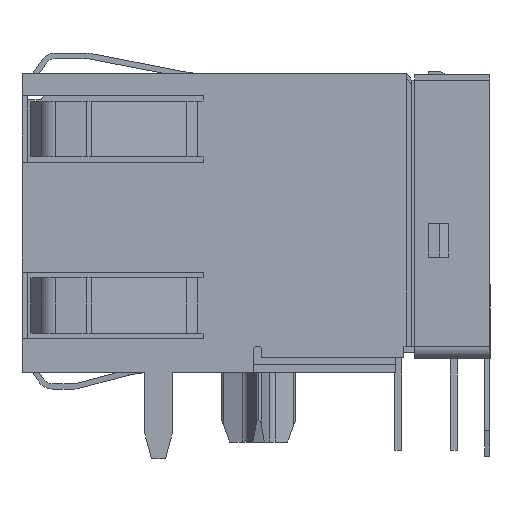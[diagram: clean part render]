
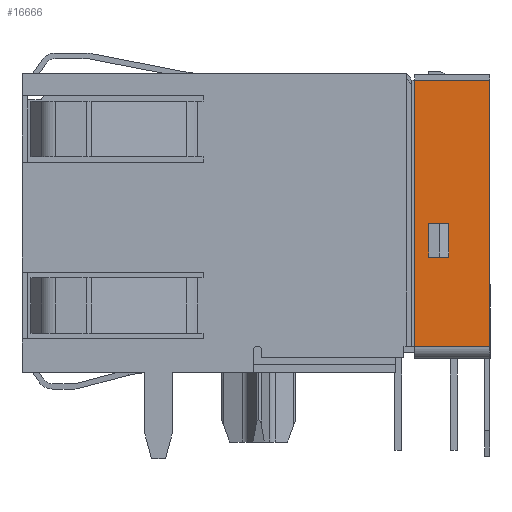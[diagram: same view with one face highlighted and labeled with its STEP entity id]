
A CAD part, left-side view. The second image highlights one B-rep face of the part: STEP entity #16666.
In plain terms, the highlighted planar face has unit normal (-1, 0, 0).
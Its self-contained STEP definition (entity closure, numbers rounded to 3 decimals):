
#5661=CARTESIAN_POINT('',(-29.459,0.513,1.169));
#5662=VERTEX_POINT('',#5661);
#5670=CARTESIAN_POINT('',(-29.459,0.513,13.322));
#5671=VERTEX_POINT('',#5670);
#5672=CARTESIAN_POINT('',(-29.459,0.513,1.169));
#5673=DIRECTION('',(0.0,0.0,1.0));
#5674=VECTOR('',#5673,12.153);
#5675=LINE('',#5672,#5674);
#5676=EDGE_CURVE('',#5662,#5671,#5675,.T.);
#15214=CARTESIAN_POINT('',(-29.459,-2.916,13.322));
#15215=VERTEX_POINT('',#15214);
#15216=CARTESIAN_POINT('',(-29.459,-2.916,13.322));
#15217=DIRECTION('',(0.0,1.0,0.0));
#15218=VECTOR('',#15217,3.429);
#15219=LINE('',#15216,#15218);
#15220=EDGE_CURVE('',#15215,#5671,#15219,.T.);
#15487=CARTESIAN_POINT('',(-29.459,-2.916,1.169));
#15488=VERTEX_POINT('',#15487);
#15489=CARTESIAN_POINT('',(-29.459,-2.916,1.169));
#15490=DIRECTION('',(0.0,0.0,1.0));
#15491=VECTOR('',#15490,12.153);
#15492=LINE('',#15489,#15491);
#15493=EDGE_CURVE('',#15488,#15215,#15492,.T.);
#16484=CARTESIAN_POINT('',(-29.459,-1.039,5.258));
#16485=VERTEX_POINT('',#16484);
#16500=CARTESIAN_POINT('',(-29.459,-0.117,5.258));
#16501=VERTEX_POINT('',#16500);
#16508=CARTESIAN_POINT('',(-29.459,-0.117,5.258));
#16509=DIRECTION('',(0.0,-1.0,0.0));
#16510=VECTOR('',#16509,0.922);
#16511=LINE('',#16508,#16510);
#16512=EDGE_CURVE('',#16501,#16485,#16511,.T.);
#16570=CARTESIAN_POINT('',(-29.459,-0.117,6.782));
#16571=VERTEX_POINT('',#16570);
#16588=CARTESIAN_POINT('',(-29.459,-1.039,6.782));
#16589=VERTEX_POINT('',#16588);
#16596=CARTESIAN_POINT('',(-29.459,-0.117,6.782));
#16597=DIRECTION('',(0.0,-1.0,0.0));
#16598=VECTOR('',#16597,0.922);
#16599=LINE('',#16596,#16598);
#16600=EDGE_CURVE('',#16571,#16589,#16599,.T.);
#16634=CARTESIAN_POINT('',(-29.459,-3.087,0.562));
#16635=DIRECTION('',(-1.0,0.0,0.0));
#16636=DIRECTION('',(0.0,-1.0,0.0));
#16637=AXIS2_PLACEMENT_3D('',#16634,#16635,#16636);
#16638=PLANE('',#16637);
#16639=ORIENTED_EDGE('',*,*,#15220,.T.);
#16640=ORIENTED_EDGE('',*,*,#5676,.F.);
#16641=CARTESIAN_POINT('',(-29.459,-2.916,1.169));
#16642=DIRECTION('',(0.0,1.0,0.0));
#16643=VECTOR('',#16642,3.429);
#16644=LINE('',#16641,#16643);
#16645=EDGE_CURVE('',#15488,#5662,#16644,.T.);
#16646=ORIENTED_EDGE('',*,*,#16645,.F.);
#16647=ORIENTED_EDGE('',*,*,#15493,.T.);
#16648=EDGE_LOOP('',(#16639,#16640,#16646,#16647));
#16649=FACE_OUTER_BOUND('',#16648,.T.);
#16650=CARTESIAN_POINT('',(-29.459,-0.117,5.258));
#16651=DIRECTION('',(0.0,0.0,1.0));
#16652=VECTOR('',#16651,1.524);
#16653=LINE('',#16650,#16652);
#16654=EDGE_CURVE('',#16501,#16571,#16653,.T.);
#16655=ORIENTED_EDGE('',*,*,#16654,.T.);
#16656=ORIENTED_EDGE('',*,*,#16600,.T.);
#16657=CARTESIAN_POINT('',(-29.459,-1.039,5.258));
#16658=DIRECTION('',(0.0,0.0,1.0));
#16659=VECTOR('',#16658,1.524);
#16660=LINE('',#16657,#16659);
#16661=EDGE_CURVE('',#16485,#16589,#16660,.T.);
#16662=ORIENTED_EDGE('',*,*,#16661,.F.);
#16663=ORIENTED_EDGE('',*,*,#16512,.F.);
#16664=EDGE_LOOP('',(#16655,#16656,#16662,#16663));
#16665=FACE_BOUND('',#16664,.T.);
#16666=ADVANCED_FACE('',(#16649,#16665),#16638,.T.);
